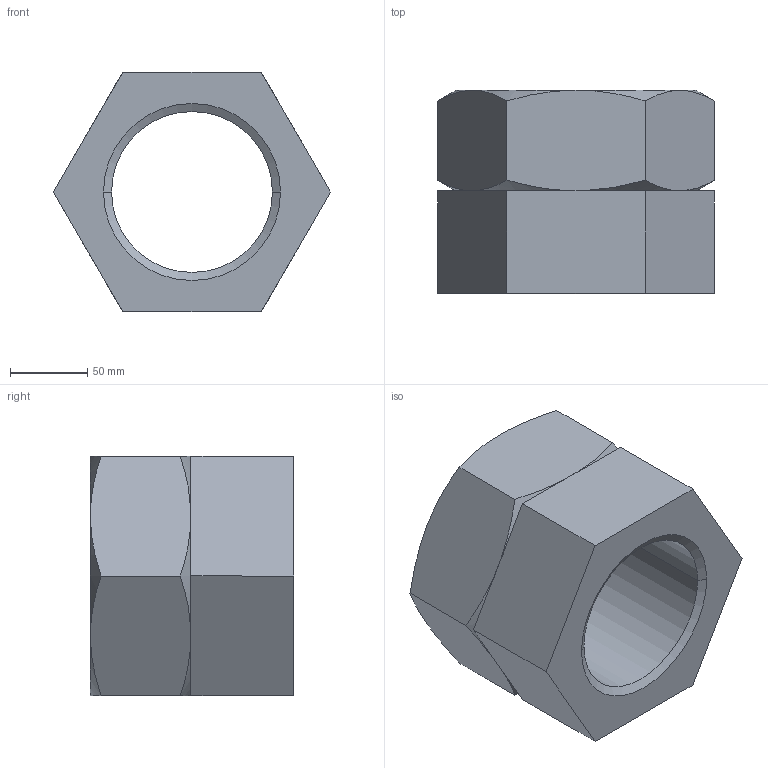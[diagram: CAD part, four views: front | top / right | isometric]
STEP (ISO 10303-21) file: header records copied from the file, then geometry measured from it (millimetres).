
FILE_DESCRIPTION((''),'2;1');
FILE_NAME('0RBSC110_____0','2019-10-29T14:10:57',('kim.bk'),(''),'CREO PARAMETRIC BY PTC INC, 2019010','CREO PARAMETRIC BY PTC INC, 2019010','');
FILE_SCHEMA(('CONFIG_CONTROL_DESIGN'));
Length unit declared in the file: millimetre
Products named in the file (1): 0RBSC110_____0
Bounding box: 178.98 x 131.4 x 155 mm (x, y, z)
Volume: 1603015.4 mm3; surface area: 182564 mm2
Topology: 2 solids, 2 shells, 307 faces, 842 edges, 558 vertices
Faces by surface type: plane 283, cone 20, cylinder 4
Entity records: 9688 total; most frequent: CARTESIAN_POINT 1851, ORIENTED_EDGE 1684, DIRECTION 1464, EDGE_CURVE 842, VECTOR 786, LINE 786, VERTEX_POINT 558, AXIS2_PLACEMENT_3D 339
